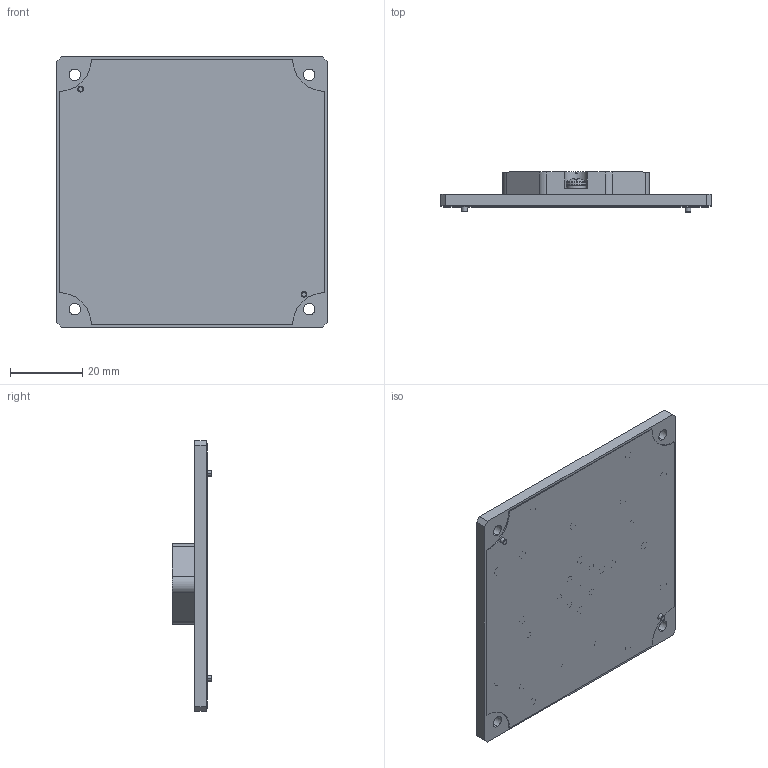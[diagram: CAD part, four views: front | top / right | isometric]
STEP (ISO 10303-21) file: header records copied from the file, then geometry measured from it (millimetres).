
FILE_DESCRIPTION (( 'STEP AP203' ), '1' );
FILE_NAME ('AM-RK-1212.STEP', '2022-03-10T01:11:10', ( '' ), ( '' ), 'SwSTEP 2.0', 'SolidWorks 2021', '' );
FILE_SCHEMA (( 'CONFIG_CONTROL_DESIGN' ));
Length unit declared in the file: millimetre
Products named in the file (1): AM-RK-1212
Bounding box: 75.01 x 11.06 x 75.01 mm (x, y, z)
Volume: 22538 mm3; surface area: 14617.7 mm2
Topology: 7 solids, 16 shells, 347 faces, 811 edges, 524 vertices
Faces by surface type: cylinder 159, plane 138, cone 38, torus 8, sphere 4
Entity records: 10100 total; most frequent: CARTESIAN_POINT 1911, DIRECTION 1815, ORIENTED_EDGE 1598, EDGE_CURVE 799, AXIS2_PLACEMENT_3D 732, VERTEX_POINT 524, EDGE_LOOP 395, CIRCLE 384
